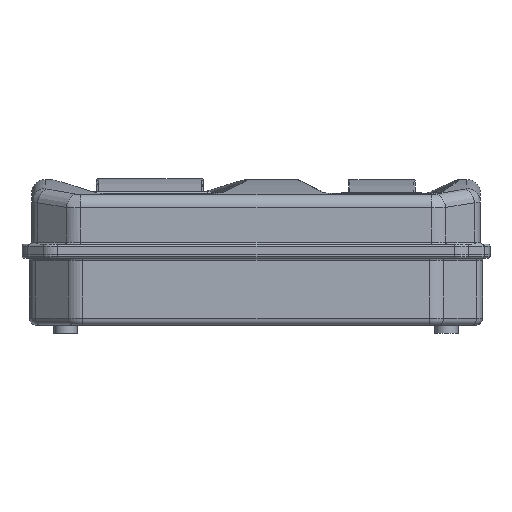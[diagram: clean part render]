
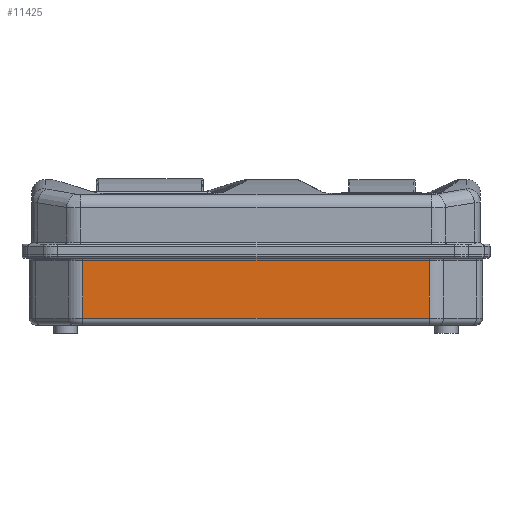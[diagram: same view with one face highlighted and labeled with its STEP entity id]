
A CAD part, left-side view. The second image highlights one B-rep face of the part: STEP entity #11425.
In plain terms, the highlighted planar face has unit normal (-1, 0, 0).
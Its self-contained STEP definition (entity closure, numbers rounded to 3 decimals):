
#1241 = CARTESIAN_POINT ( 'NONE',  ( -130., 127.287, 495.924 ) ) ;
#3542 = CARTESIAN_POINT ( 'NONE',  ( -130., 127.287, 11. ) ) ;
#3780 = LINE ( 'NONE', #20277, #18298 ) ;
#6634 = VERTEX_POINT ( 'NONE', #24763 ) ;
#7256 = DIRECTION ( 'NONE',  ( 1., 0., 0. ) ) ;
#7863 = CARTESIAN_POINT ( 'NONE',  ( -130., 0., 53.5 ) ) ;
#8312 = EDGE_LOOP ( 'NONE', ( #18196, #16203, #14976, #14886 ) ) ;
#8984 = VECTOR ( 'NONE', #11781, 1000. ) ;
#10089 = LINE ( 'NONE', #1241, #19797 ) ;
#10369 = CARTESIAN_POINT ( 'NONE',  ( -130., -127.287, 53.5 ) ) ;
#10935 = CARTESIAN_POINT ( 'NONE',  ( -130., -127.287, 11. ) ) ;
#11203 = PLANE ( 'NONE',  #12371 ) ;
#11425 = ADVANCED_FACE ( 'NONE', ( #21008 ), #11203, .F. ) ;
#11781 = DIRECTION ( 'NONE',  ( 0., -1., 0. ) ) ;
#11822 = VERTEX_POINT ( 'NONE', #3542 ) ;
#12371 = AXIS2_PLACEMENT_3D ( 'NONE', #15110, #7256, #20860 ) ;
#12693 = EDGE_CURVE ( 'NONE', #6634, #11822, #10089, .T. ) ;
#13635 = CARTESIAN_POINT ( 'NONE',  ( -130., 0., 11. ) ) ;
#14886 = ORIENTED_EDGE ( 'NONE', *, *, #18878, .T. ) ;
#14976 = ORIENTED_EDGE ( 'NONE', *, *, #12693, .T. ) ;
#15110 = CARTESIAN_POINT ( 'NONE',  ( -130., 0., 495.924 ) ) ;
#15414 = VERTEX_POINT ( 'NONE', #10369 ) ;
#16203 = ORIENTED_EDGE ( 'NONE', *, *, #21498, .T. ) ;
#17243 = DIRECTION ( 'NONE',  ( 0., 0., -1. ) ) ;
#18196 = ORIENTED_EDGE ( 'NONE', *, *, #23465, .T. ) ;
#18298 = VECTOR ( 'NONE', #24055, 1000. ) ;
#18878 = EDGE_CURVE ( 'NONE', #11822, #25184, #24318, .T. ) ;
#19797 = VECTOR ( 'NONE', #17243, 1000. ) ;
#20277 = CARTESIAN_POINT ( 'NONE',  ( -130., -127.287, 55. ) ) ;
#20860 = DIRECTION ( 'NONE',  ( 0., 0., -1. ) ) ;
#21008 = FACE_OUTER_BOUND ( 'NONE', #8312, .T. ) ;
#21421 = DIRECTION ( 'NONE',  ( 0., 1., 0. ) ) ;
#21498 = EDGE_CURVE ( 'NONE', #15414, #6634, #23677, .T. ) ;
#23086 = VECTOR ( 'NONE', #21421, 1000. ) ;
#23465 = EDGE_CURVE ( 'NONE', #25184, #15414, #3780, .T. ) ;
#23677 = LINE ( 'NONE', #7863, #23086 ) ;
#24055 = DIRECTION ( 'NONE',  ( 0., 0., 1. ) ) ;
#24318 = LINE ( 'NONE', #13635, #8984 ) ;
#24763 = CARTESIAN_POINT ( 'NONE',  ( -130., 127.287, 53.5 ) ) ;
#25184 = VERTEX_POINT ( 'NONE', #10935 ) ;
